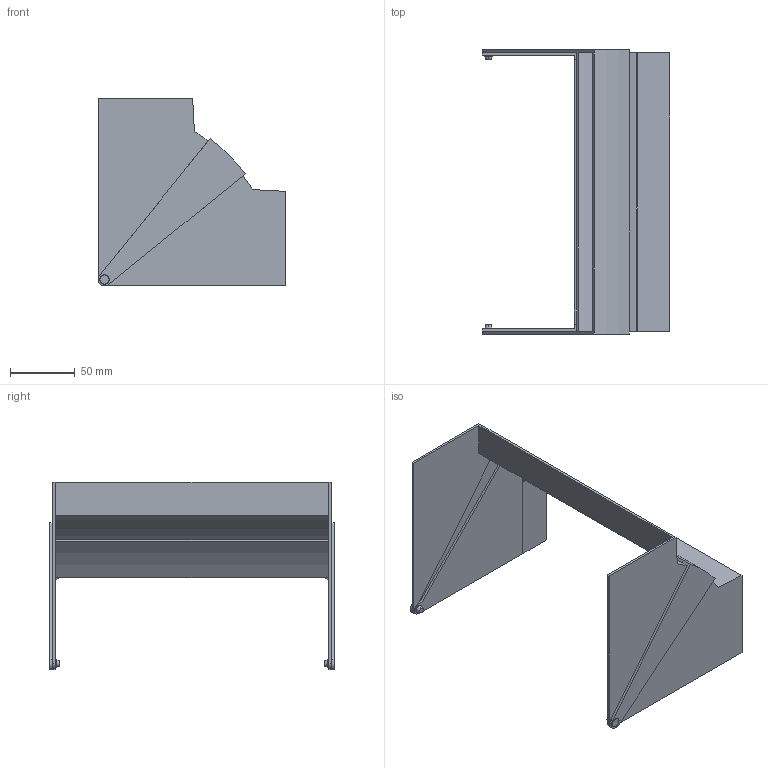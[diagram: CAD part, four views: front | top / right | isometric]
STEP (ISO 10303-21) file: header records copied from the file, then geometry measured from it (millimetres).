
FILE_DESCRIPTION (( 'STEP AP214' ), '1' );
FILE_NAME ('6273940.stp', '2016-06-07T14:30:49', ( '' ), ( '' ), 'SwSTEP 2.0', 'SolidWorks 2014', '' );
FILE_SCHEMA (( 'AUTOMOTIVE_DESIGN' ));
Length unit declared in the file: millimetre
Products named in the file (4): 039781_Standard; 6273940; 034959_Standard; 039780_Standard
Assembly tree (4 placements, depth 2):
  6273940
    039780_Standard
    039781_Standard
    034959_Standard  x2
Bounding box: 145 x 219.4 x 145 mm (x, y, z)
Volume: 144496.6 mm3; surface area: 141825.4 mm2
Topology: 4 solids, 4 shells, 99 faces, 243 edges, 158 vertices
Faces by surface type: plane 53, cylinder 38, cone 8
Entity records: 3260 total; most frequent: DIRECTION 467, CARTESIAN_POINT 460, ORIENTED_EDGE 434, EDGE_CURVE 217, AXIS2_PLACEMENT_3D 161, VECTOR 145, LINE 145, VERTEX_POINT 142
